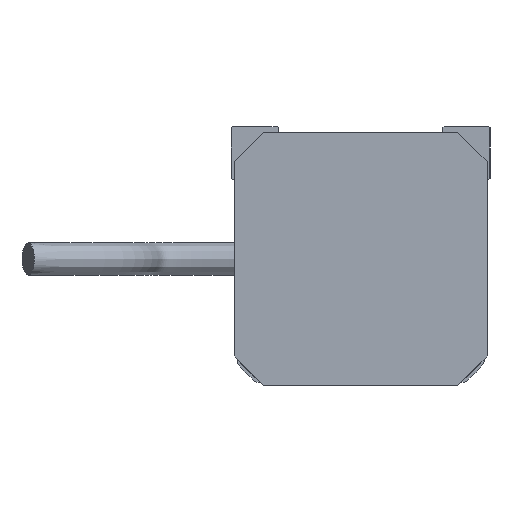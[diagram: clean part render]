
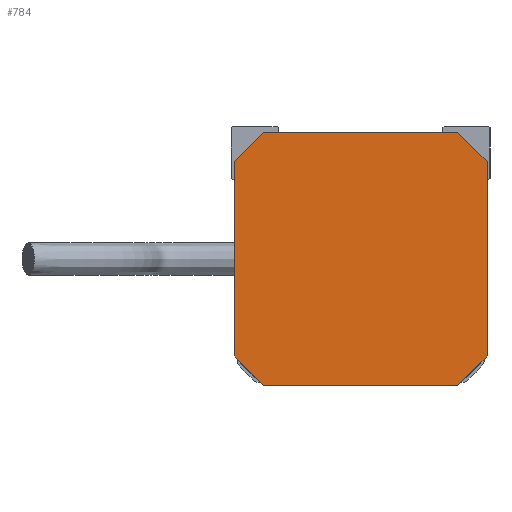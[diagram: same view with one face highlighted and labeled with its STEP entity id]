
A CAD part, front view. The second image highlights one B-rep face of the part: STEP entity #784.
In plain terms, the highlighted planar face has unit normal (0, -1, 0).
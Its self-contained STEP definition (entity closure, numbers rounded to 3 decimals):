
#784 = ADVANCED_FACE( '', ( #1704 ), #1705, .F. );
#1704 = FACE_OUTER_BOUND( '', #2856, .T. );
#1705 = PLANE( '', #2857 );
#2856 = EDGE_LOOP( '', ( #5192, #5193, #5194, #5195, #5196, #5197, #5198, #5199 ) );
#2857 = AXIS2_PLACEMENT_3D( '', #5200, #5201, #5202 );
#5192 = ORIENTED_EDGE( '', *, *, #6970, .F. );
#5193 = ORIENTED_EDGE( '', *, *, #6971, .F. );
#5194 = ORIENTED_EDGE( '', *, *, #6972, .F. );
#5195 = ORIENTED_EDGE( '', *, *, #6259, .F. );
#5196 = ORIENTED_EDGE( '', *, *, #6899, .F. );
#5197 = ORIENTED_EDGE( '', *, *, #6880, .F. );
#5198 = ORIENTED_EDGE( '', *, *, #6973, .F. );
#5199 = ORIENTED_EDGE( '', *, *, #6821, .F. );
#5200 = CARTESIAN_POINT( '', ( 0., -216., 0. ) );
#5201 = DIRECTION( '', ( 0., 1., 0. ) );
#5202 = DIRECTION( '', ( 0., 0., 1. ) );
#6259 = EDGE_CURVE( '', #7235, #7237, #7238, .T. );
#6821 = EDGE_CURVE( '', #8127, #8129, #8130, .T. );
#6880 = EDGE_CURVE( '', #8216, #8218, #8219, .T. );
#6899 = EDGE_CURVE( '', #8218, #7235, #8242, .T. );
#6970 = EDGE_CURVE( '', #8332, #8127, #8333, .T. );
#6971 = EDGE_CURVE( '', #8334, #8332, #8335, .T. );
#6972 = EDGE_CURVE( '', #7237, #8334, #8336, .T. );
#6973 = EDGE_CURVE( '', #8129, #8216, #8337, .T. );
#7235 = VERTEX_POINT( '', #8627 );
#7237 = VERTEX_POINT( '', #8630 );
#7238 = LINE( '', #8631, #8632 );
#8127 = VERTEX_POINT( '', #9904 );
#8129 = VERTEX_POINT( '', #9907 );
#8130 = LINE( '', #9908, #9909 );
#8216 = VERTEX_POINT( '', #10023 );
#8218 = VERTEX_POINT( '', #10026 );
#8219 = LINE( '', #10027, #10028 );
#8242 = LINE( '', #10067, #10068 );
#8332 = VERTEX_POINT( '', #10188 );
#8333 = LINE( '', #10189, #10190 );
#8334 = VERTEX_POINT( '', #10191 );
#8335 = LINE( '', #10192, #10193 );
#8336 = LINE( '', #10194, #10195 );
#8337 = LINE( '', #10196, #10197 );
#8627 = CARTESIAN_POINT( '', ( 16.5, -216., -21.5 ) );
#8630 = CARTESIAN_POINT( '', ( -16.5, -216., -21.5 ) );
#8631 = CARTESIAN_POINT( '', ( 0., -216., -21.5 ) );
#8632 = VECTOR( '', #10579, 1000. );
#9904 = CARTESIAN_POINT( '', ( -16.5, -216., 21.5 ) );
#9907 = CARTESIAN_POINT( '', ( 16.5, -216., 21.5 ) );
#9908 = CARTESIAN_POINT( '', ( -16.5, -216., 21.5 ) );
#9909 = VECTOR( '', #11335, 1000. );
#10023 = CARTESIAN_POINT( '', ( 21.5, -216., 16.5 ) );
#10026 = CARTESIAN_POINT( '', ( 21.5, -216., -16.5 ) );
#10027 = CARTESIAN_POINT( '', ( 21.5, -216., 16.5 ) );
#10028 = VECTOR( '', #11410, 1000. );
#10067 = CARTESIAN_POINT( '', ( 16.5, -216., -21.5 ) );
#10068 = VECTOR( '', #11431, 1000. );
#10188 = CARTESIAN_POINT( '', ( -21.5, -216., 16.5 ) );
#10189 = CARTESIAN_POINT( '', ( -21.5, -216., 16.5 ) );
#10190 = VECTOR( '', #11518, 1000. );
#10191 = CARTESIAN_POINT( '', ( -21.5, -216., -16.5 ) );
#10192 = CARTESIAN_POINT( '', ( -21.5, -216., -16.5 ) );
#10193 = VECTOR( '', #11519, 1000. );
#10194 = CARTESIAN_POINT( '', ( -21.5, -216., -16.5 ) );
#10195 = VECTOR( '', #11520, 1000. );
#10196 = CARTESIAN_POINT( '', ( 21.5, -216., 16.5 ) );
#10197 = VECTOR( '', #11521, 1000. );
#10579 = DIRECTION( '', ( -1., 0., 0. ) );
#11335 = DIRECTION( '', ( 1., 0., 0. ) );
#11410 = DIRECTION( '', ( 0., 0., -1. ) );
#11431 = DIRECTION( '', ( -0.707, 0., -0.707 ) );
#11518 = DIRECTION( '', ( 0.707, 0., 0.707 ) );
#11519 = DIRECTION( '', ( 0., 0., 1. ) );
#11520 = DIRECTION( '', ( -0.707, 0., 0.707 ) );
#11521 = DIRECTION( '', ( 0.707, 0., -0.707 ) );
